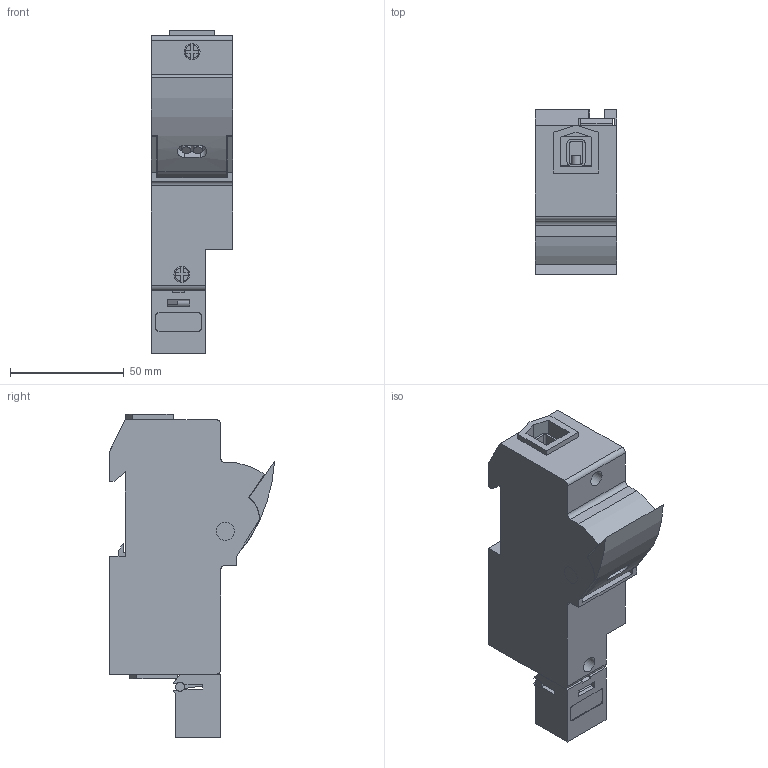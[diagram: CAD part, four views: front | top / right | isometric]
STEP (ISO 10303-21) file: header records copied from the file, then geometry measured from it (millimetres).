
FILE_DESCRIPTION(/* description */ ('STEP AP214'),/* implementation_level */ '2;1');
FILE_NAME(/* name */ '31942',/* time_stamp */ '2024-11-11T16:51:08+01:00',/* author */ ('License CC BY-ND 4.0'),/* organization */ ('CADENAS'),/* preprocessor_version */ 'ST-DEVELOPER v19.3',/* originating_system */ 'PARTsolutions',/* authorisation */ ' ');
FILE_SCHEMA (('AUTOMOTIVE_DESIGN {1 0 10303 214 3 1 1}'));
Length unit declared in the file: millimetre
Products named in the file (7): 31942; Basis22x58_v211; Handhabe22x58_LED_Schnapp; 30414000; Schnapp14_Handhabe; 79681000+79683000_Handhabe; 83010000_Handhabe
Assembly tree (7 placements, depth 2):
  31942
    Basis22x58_v211
    Handhabe22x58_LED_Schnapp
    30414000  x2
    Schnapp14_Handhabe
    79681000+79683000_Handhabe
    83010000_Handhabe
Bounding box: 36.05 x 72.62 x 142.5 mm (x, y, z)
Volume: 164666.4 mm3; surface area: 52740.3 mm2
Topology: 7 solids, 7 shells, 368 faces, 1008 edges, 667 vertices
Faces by surface type: plane 293, cylinder 71, torus 4
Full cylindrical faces by diameter (mm): 1 x3, 2 x4, 4 x9, 7 x2, 8 x8
Entity records: 10840 total; most frequent: CARTESIAN_POINT 1832, ORIENTED_EDGE 1730, DIRECTION 1660, EDGE_CURVE 865, LINE 714, VECTOR 714, VERTEX_POINT 587, AXIS2_PLACEMENT_3D 473
